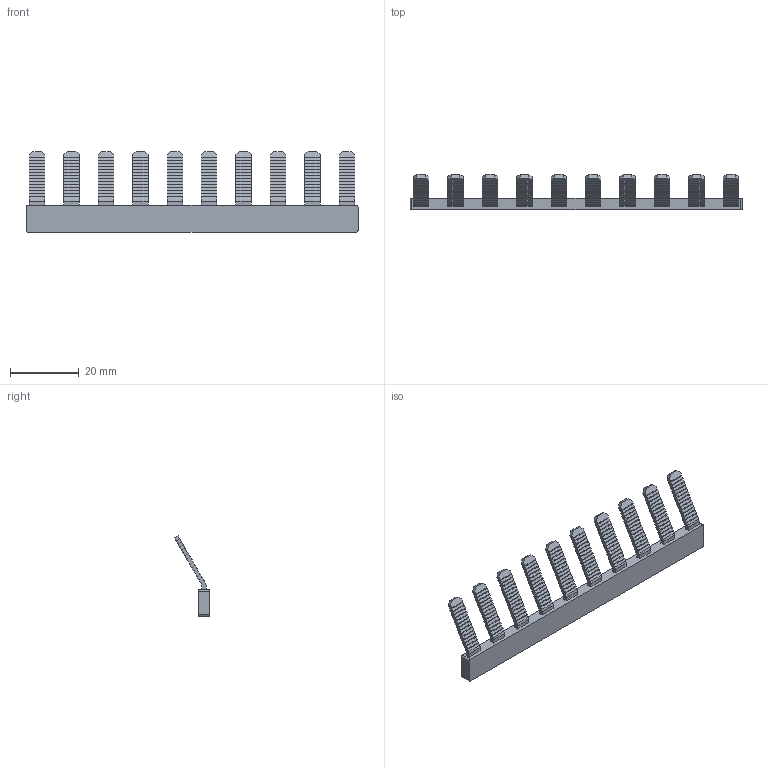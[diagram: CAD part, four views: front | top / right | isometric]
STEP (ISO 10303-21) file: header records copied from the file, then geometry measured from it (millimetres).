
FILE_DESCRIPTION (( 'STEP AP203' ), '1' );
FILE_NAME ('CA718_10.STEP', '2025-03-17T18:16:36', ( '' ), ( '' ), 'SwSTEP 2.0', 'SolidWorks 2022', '' );
FILE_SCHEMA (( 'CONFIG_CONTROL_DESIGN' ));
Length unit declared in the file: millimetre
Products named in the file (1): CA718_10
Bounding box: 96.5 x 10.15 x 23.37 mm (x, y, z)
Volume: 3311 mm3; surface area: 4420.9 mm2
Topology: 1 solids, 1 shells, 960 faces, 2844 edges, 1896 vertices
Faces by surface type: plane 936, cylinder 24
Entity records: 31533 total; most frequent: CARTESIAN_POINT 5701, ORIENTED_EDGE 5688, DIRECTION 4814, EDGE_CURVE 2844, LINE 2796, VECTOR 2796, VERTEX_POINT 1896, AXIS2_PLACEMENT_3D 1009
